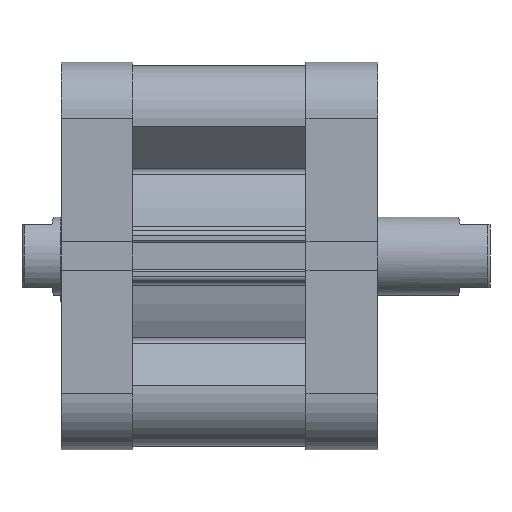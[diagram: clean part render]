
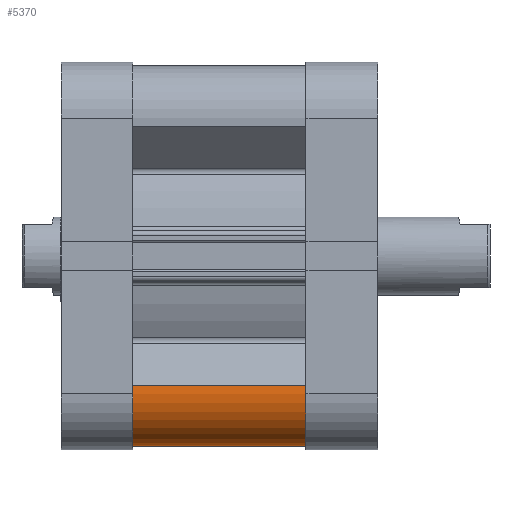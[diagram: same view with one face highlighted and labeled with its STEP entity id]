
A CAD part, front view. The second image highlights one B-rep face of the part: STEP entity #5370.
In plain terms, the highlighted cylindrical face has radius 10.75 mm (diameter 21.5 mm), a partial arc.
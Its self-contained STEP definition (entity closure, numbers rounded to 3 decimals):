
#285 = ORIENTED_EDGE ( 'NONE', *, *, #2423, .F. ) ;
#286 = ORIENTED_EDGE ( 'NONE', *, *, #2434, .T. ) ;
#287 = ORIENTED_EDGE ( 'NONE', *, *, #2425, .T. ) ;
#288 = ORIENTED_EDGE ( 'NONE', *, *, #2424, .F. ) ;
#1452 = EDGE_LOOP ( 'NONE', ( #288, #287, #286, #285 ) ) ;
#2423 = EDGE_CURVE ( 'NONE', #5765, #5767, #3362, .T. ) ;
#2424 = EDGE_CURVE ( 'NONE', #5764, #5765, #3369, .T. ) ;
#2425 = EDGE_CURVE ( 'NONE', #5764, #5766, #3365, .T. ) ;
#2434 = EDGE_CURVE ( 'NONE', #5766, #5767, #3385, .T. ) ;
#2740 = AXIS2_PLACEMENT_3D ( 'NONE', #4346, #4354, #4355 ) ;
#2745 = AXIS2_PLACEMENT_3D ( 'NONE', #4378, #4381, #4382 ) ;
#2869 = AXIS2_PLACEMENT_3D ( 'NONE', #5011, #5010, #5009 ) ;
#3359 = VECTOR ( 'NONE', #4353, 1000. ) ;
#3362 = LINE ( 'NONE', #4352, #3359 ) ;
#3365 = LINE ( 'NONE', #4357, #3366 ) ;
#3366 = VECTOR ( 'NONE', #4358, 1000. ) ;
#3369 = CIRCLE ( 'NONE', #2740, 10.75 ) ;
#3385 = CIRCLE ( 'NONE', #2745, 10.75 ) ;
#3722 = FACE_OUTER_BOUND ( 'NONE', #1452, .T. ) ;
#3725 = CYLINDRICAL_SURFACE ( 'NONE', #2869, 10.75 ) ;
#4346 = CARTESIAN_POINT ( 'NONE',  ( -28.25, -28.25, 35.5 ) ) ;
#4352 = CARTESIAN_POINT ( 'NONE',  ( -26.479, -38.853, 35.5 ) ) ;
#4353 = DIRECTION ( 'NONE',  ( 0., 0., -1. ) ) ;
#4354 = DIRECTION ( 'NONE',  ( 0., 0., 1. ) ) ;
#4355 = DIRECTION ( 'NONE',  ( -1., 0., 0. ) ) ;
#4357 = CARTESIAN_POINT ( 'NONE',  ( -39., -28.25, 35.5 ) ) ;
#4358 = DIRECTION ( 'NONE',  ( 0., 0., -1. ) ) ;
#4378 = CARTESIAN_POINT ( 'NONE',  ( -28.25, -28.25, 0. ) ) ;
#4381 = DIRECTION ( 'NONE',  ( 0., 0., 1. ) ) ;
#4382 = DIRECTION ( 'NONE',  ( -1., 0., 0. ) ) ;
#5009 = DIRECTION ( 'NONE',  ( -1., 0., 0. ) ) ;
#5010 = DIRECTION ( 'NONE',  ( 0., 0., -1. ) ) ;
#5011 = CARTESIAN_POINT ( 'NONE',  ( -28.25, -28.25, 35.5 ) ) ;
#5370 = ADVANCED_FACE ( 'NONE', ( #3722 ), #3725, .T. ) ;
#5764 = VERTEX_POINT ( 'NONE', #7515 ) ;
#5765 = VERTEX_POINT ( 'NONE', #7516 ) ;
#5766 = VERTEX_POINT ( 'NONE', #7517 ) ;
#5767 = VERTEX_POINT ( 'NONE', #7518 ) ;
#7515 = CARTESIAN_POINT ( 'NONE',  ( -39., -28.25, 35.5 ) ) ;
#7516 = CARTESIAN_POINT ( 'NONE',  ( -26.479, -38.853, 35.5 ) ) ;
#7517 = CARTESIAN_POINT ( 'NONE',  ( -39., -28.25, 0. ) ) ;
#7518 = CARTESIAN_POINT ( 'NONE',  ( -26.479, -38.853, 0. ) ) ;
